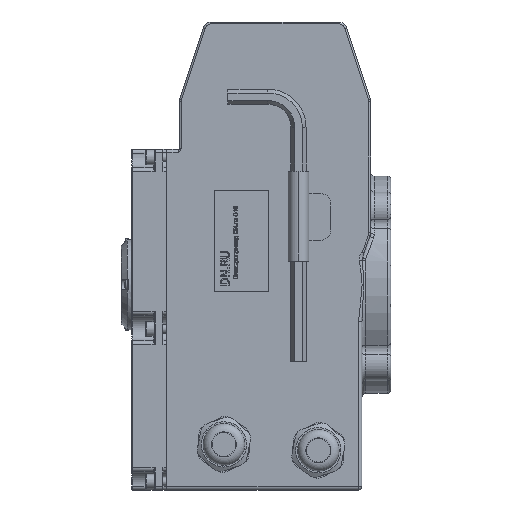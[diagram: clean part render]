
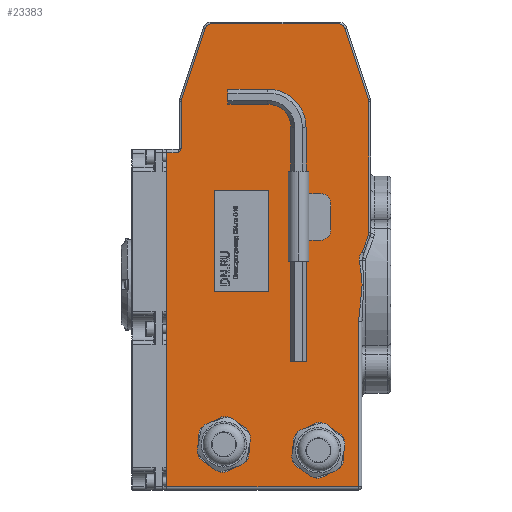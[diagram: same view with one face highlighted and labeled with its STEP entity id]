
A CAD part, left-side view. The second image highlights one B-rep face of the part: STEP entity #23383.
In plain terms, the highlighted planar face has unit normal (-1, 0, 0).
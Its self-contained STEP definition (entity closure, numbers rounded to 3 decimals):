
#204=FACE_BOUND('',#7291,.T.);
#305=PLANE('',#25074);
#1136=B_SPLINE_CURVE_WITH_KNOTS('',3,(#33058,#33059,#33060,#33061,#33062,
#33063,#33064,#33065,#33066),.UNSPECIFIED.,.F.,.F.,(4,1,1,1,1,1,4),(9.627,
10.126,10.625,11.124,11.623,12.122,
13.12),.UNSPECIFIED.);
#1139=B_SPLINE_CURVE_WITH_KNOTS('',3,(#33113,#33114,#33115,#33116,#33117),
 .UNSPECIFIED.,.F.,.F.,(4,1,4),(-0.357,-0.022,
0.229),.UNSPECIFIED.);
#1156=B_SPLINE_CURVE_WITH_KNOTS('',3,(#33851,#33852,#33853,#33854,#33855,
#33856,#33857,#33858),.UNSPECIFIED.,.F.,.F.,(4,2,1,1,4),(-0.001,
0.,0.113,0.169,0.282),.UNSPECIFIED.);
#1834=LINE('',#32956,#3692);
#1837=LINE('',#32963,#3695);
#1845=LINE('',#33145,#3703);
#1851=LINE('',#33263,#3709);
#1923=LINE('',#33865,#3781);
#1925=LINE('',#33874,#3783);
#1927=LINE('',#33898,#3785);
#1929=LINE('',#33901,#3787);
#1930=LINE('',#33906,#3788);
#2011=LINE('',#34119,#3869);
#2012=LINE('',#34122,#3870);
#2013=LINE('',#34124,#3871);
#2014=LINE('',#34126,#3872);
#2015=LINE('',#34127,#3873);
#3692=VECTOR('',#26929,10.);
#3695=VECTOR('',#26936,10.);
#3703=VECTOR('',#26976,10.);
#3709=VECTOR('',#27026,10.);
#3781=VECTOR('',#27368,10.);
#3783=VECTOR('',#27376,10.);
#3785=VECTOR('',#27402,10.);
#3787=VECTOR('',#27406,10.);
#3788=VECTOR('',#27411,10.);
#3869=VECTOR('',#27586,10.);
#3870=VECTOR('',#27587,10.);
#3871=VECTOR('',#27588,10.);
#3872=VECTOR('',#27589,10.);
#3873=VECTOR('',#27590,10.);
#5953=FACE_OUTER_BOUND('',#7290,.T.);
#7290=EDGE_LOOP('',(#15698,#15699,#15700,#15701,#15702,#15703,#15704,#15705,
#15706,#15707,#15708,#15709,#15710,#15711,#15712,#15713,#15714,#15715));
#7291=EDGE_LOOP('',(#15716,#15717,#15718,#15719));
#8741=CIRCLE('',#25015,4.);
#8745=CIRCLE('',#25020,4.);
#8751=CIRCLE('',#25030,4.);
#8753=CIRCLE('',#25033,4.);
#8755=CIRCLE('',#25036,4.);
#9567=VERTEX_POINT('',#32949);
#9569=VERTEX_POINT('',#32954);
#9570=VERTEX_POINT('',#32959);
#9583=VERTEX_POINT('',#33056);
#9585=VERTEX_POINT('',#33102);
#9590=VERTEX_POINT('',#33143);
#9608=VERTEX_POINT('',#33262);
#9728=VERTEX_POINT('',#33841);
#9729=VERTEX_POINT('',#33850);
#9730=VERTEX_POINT('',#33861);
#9732=VERTEX_POINT('',#33867);
#9735=VERTEX_POINT('',#33872);
#9737=VERTEX_POINT('',#33877);
#9738=VERTEX_POINT('',#33879);
#9741=VERTEX_POINT('',#33886);
#9742=VERTEX_POINT('',#33888);
#9744=VERTEX_POINT('',#33894);
#9747=VERTEX_POINT('',#33904);
#9833=VERTEX_POINT('',#34120);
#9834=VERTEX_POINT('',#34121);
#9835=VERTEX_POINT('',#34123);
#9836=VERTEX_POINT('',#34125);
#11755=EDGE_CURVE('',#9569,#9567,#1834,.T.);
#11759=EDGE_CURVE('',#9567,#9570,#1837,.T.);
#11776=EDGE_CURVE('',#9583,#9569,#1136,.T.);
#11779=EDGE_CURVE('',#9585,#9583,#1139,.T.);
#11786=EDGE_CURVE('',#9590,#9585,#1845,.T.);
#11811=EDGE_CURVE('',#9570,#9608,#1851,.T.);
#11982=EDGE_CURVE('',#9728,#9729,#1156,.T.);
#11986=EDGE_CURVE('',#9729,#9730,#1923,.T.);
#11990=EDGE_CURVE('',#9735,#9732,#1925,.T.);
#11992=EDGE_CURVE('',#9737,#9738,#8741,.T.);
#11996=EDGE_CURVE('',#9741,#9742,#8745,.T.);
#12001=EDGE_CURVE('',#9742,#9744,#1927,.T.);
#12003=EDGE_CURVE('',#9738,#9741,#1929,.T.);
#12005=EDGE_CURVE('',#9747,#9737,#1930,.T.);
#12008=EDGE_CURVE('',#9732,#9747,#8751,.T.);
#12010=EDGE_CURVE('',#9730,#9735,#8753,.T.);
#12012=EDGE_CURVE('',#9744,#9590,#8755,.T.);
#12114=EDGE_CURVE('',#9608,#9728,#2011,.T.);
#12115=EDGE_CURVE('',#9833,#9834,#2012,.T.);
#12116=EDGE_CURVE('',#9834,#9835,#2013,.T.);
#12117=EDGE_CURVE('',#9835,#9836,#2014,.T.);
#12118=EDGE_CURVE('',#9836,#9833,#2015,.T.);
#15698=ORIENTED_EDGE('',*,*,#11779,.F.);
#15699=ORIENTED_EDGE('',*,*,#11786,.F.);
#15700=ORIENTED_EDGE('',*,*,#12012,.F.);
#15701=ORIENTED_EDGE('',*,*,#12001,.F.);
#15702=ORIENTED_EDGE('',*,*,#11996,.F.);
#15703=ORIENTED_EDGE('',*,*,#12003,.F.);
#15704=ORIENTED_EDGE('',*,*,#11992,.F.);
#15705=ORIENTED_EDGE('',*,*,#12005,.F.);
#15706=ORIENTED_EDGE('',*,*,#12008,.F.);
#15707=ORIENTED_EDGE('',*,*,#11990,.F.);
#15708=ORIENTED_EDGE('',*,*,#12010,.F.);
#15709=ORIENTED_EDGE('',*,*,#11986,.F.);
#15710=ORIENTED_EDGE('',*,*,#11982,.F.);
#15711=ORIENTED_EDGE('',*,*,#12114,.F.);
#15712=ORIENTED_EDGE('',*,*,#11811,.F.);
#15713=ORIENTED_EDGE('',*,*,#11759,.F.);
#15714=ORIENTED_EDGE('',*,*,#11755,.F.);
#15715=ORIENTED_EDGE('',*,*,#11776,.F.);
#15716=ORIENTED_EDGE('',*,*,#12115,.T.);
#15717=ORIENTED_EDGE('',*,*,#12116,.T.);
#15718=ORIENTED_EDGE('',*,*,#12117,.T.);
#15719=ORIENTED_EDGE('',*,*,#12118,.T.);
#23383=ADVANCED_FACE('',(#5953,#204),#305,.F.);
#25015=AXIS2_PLACEMENT_3D('',#33880,#27381,#27382);
#25020=AXIS2_PLACEMENT_3D('',#33889,#27391,#27392);
#25030=AXIS2_PLACEMENT_3D('',#33910,#27417,#27418);
#25033=AXIS2_PLACEMENT_3D('',#33913,#27423,#27424);
#25036=AXIS2_PLACEMENT_3D('',#33916,#27429,#27430);
#25074=AXIS2_PLACEMENT_3D('',#34118,#27584,#27585);
#26929=DIRECTION('',(0.,0.,-1.));
#26936=DIRECTION('',(0.,1.,0.));
#26976=DIRECTION('',(0.,0.334,-0.942));
#27026=DIRECTION('',(0.,0.,1.));
#27368=DIRECTION('',(0.,0.,1.));
#27376=DIRECTION('',(0.,-0.316,0.949));
#27381=DIRECTION('center_axis',(1.,0.,0.));
#27382=DIRECTION('ref_axis',(0.,-0.585,0.811));
#27391=DIRECTION('center_axis',(1.,0.,0.));
#27392=DIRECTION('ref_axis',(0.,-0.987,0.16));
#27402=DIRECTION('',(0.,0.,-1.));
#27406=DIRECTION('',(0.,-0.316,-0.949));
#27411=DIRECTION('',(0.,-1.,0.));
#27417=DIRECTION('center_axis',(1.,0.,0.));
#27418=DIRECTION('ref_axis',(0.,0.585,0.811));
#27423=DIRECTION('center_axis',(1.,0.,0.));
#27424=DIRECTION('ref_axis',(0.,0.987,0.16));
#27429=DIRECTION('center_axis',(1.,0.,0.));
#27430=DIRECTION('ref_axis',(0.,-0.92,0.392));
#27584=DIRECTION('center_axis',(1.,0.,0.));
#27585=DIRECTION('ref_axis',(0.,0.,-1.));
#27586=DIRECTION('',(0.,-1.,0.));
#27587=DIRECTION('',(0.,1.,0.));
#27588=DIRECTION('',(0.,0.,1.));
#27589=DIRECTION('',(0.,-1.,0.));
#27590=DIRECTION('',(0.,0.,-1.));
#32949=CARTESIAN_POINT('',(0.,-48.,-131.1));
#32954=CARTESIAN_POINT('',(0.,-48.,-36.032));
#32956=CARTESIAN_POINT('',(0.,-48.,0.));
#32959=CARTESIAN_POINT('',(0.,62.3,-131.1));
#32963=CARTESIAN_POINT('',(0.,-25.,-131.1));
#33056=CARTESIAN_POINT('',(0.,-48.515,-1.293));
#33058=CARTESIAN_POINT('Ctrl Pts',(0.,-48.515,-1.293));
#33059=CARTESIAN_POINT('Ctrl Pts',(0.,-48.72,-2.945));
#33060=CARTESIAN_POINT('Ctrl Pts',(0.,-49.206,-6.246));
#33061=CARTESIAN_POINT('Ctrl Pts',(0.,-49.939,-11.183));
#33062=CARTESIAN_POINT('Ctrl Pts',(0.,-50.176,-16.183));
#33063=CARTESIAN_POINT('Ctrl Pts',(0.,-49.631,-21.152));
#33064=CARTESIAN_POINT('Ctrl Pts',(0.,-48.618,-27.735));
#33065=CARTESIAN_POINT('Ctrl Pts',(0.,-48.,-32.705));
#33066=CARTESIAN_POINT('Ctrl Pts',(0.,-48.,-36.032));
#33102=CARTESIAN_POINT('',(0.,-50.385,4.076));
#33113=CARTESIAN_POINT('Ctrl Pts',(0.,-50.385,4.076));
#33114=CARTESIAN_POINT('Ctrl Pts',(0.,-49.583,3.284));
#33115=CARTESIAN_POINT('Ctrl Pts',(0.,-48.555,1.528));
#33116=CARTESIAN_POINT('Ctrl Pts',(0.,-48.412,-0.462));
#33117=CARTESIAN_POINT('Ctrl Pts',(0.,-48.515,-1.293));
#33143=CARTESIAN_POINT('',(0.,-53.77,13.623));
#33145=CARTESIAN_POINT('',(0.,-48.765,-0.491));
#33262=CARTESIAN_POINT('',(0.,62.3,60.769));
#33263=CARTESIAN_POINT('',(0.,62.3,-120.9));
#33841=CARTESIAN_POINT('',(0.,55.5,60.769));
#33850=CARTESIAN_POINT('',(0.,54.,63.06));
#33851=CARTESIAN_POINT('Ctrl Pts',(0.,55.5,60.769));
#33852=CARTESIAN_POINT('Ctrl Pts',(0.,55.499,
60.77));
#33853=CARTESIAN_POINT('Ctrl Pts',(0.,55.497,
60.771));
#33854=CARTESIAN_POINT('Ctrl Pts',(0.,55.204,
61.01));
#33855=CARTESIAN_POINT('Ctrl Pts',(0.,54.764,
61.374));
#33856=CARTESIAN_POINT('Ctrl Pts',(0.,54.187,
62.125));
#33857=CARTESIAN_POINT('Ctrl Pts',(0.,54.,62.683));
#33858=CARTESIAN_POINT('Ctrl Pts',(0.,54.,63.06));
#33861=CARTESIAN_POINT('',(0.,54.,90.089));
#33865=CARTESIAN_POINT('',(0.,54.,7.05));
#33867=CARTESIAN_POINT('',(0.,40.191,132.165));
#33872=CARTESIAN_POINT('',(0.,53.795,91.354));
#33874=CARTESIAN_POINT('',(0.,64.936,57.929));
#33877=CARTESIAN_POINT('',(0.,-36.396,134.9));
#33879=CARTESIAN_POINT('',(0.,-40.191,132.165));
#33880=CARTESIAN_POINT('Origin',(0.,-36.396,130.9));
#33886=CARTESIAN_POINT('',(0.,-53.795,91.354));
#33888=CARTESIAN_POINT('',(0.,-54.,90.089));
#33889=CARTESIAN_POINT('Origin',(0.,-50.,90.089));
#33894=CARTESIAN_POINT('',(0.,-54.,14.96));
#33898=CARTESIAN_POINT('',(0.,-54.,37.95));
#33901=CARTESIAN_POINT('',(0.,-57.436,80.429));
#33904=CARTESIAN_POINT('',(0.,36.396,134.9));
#33906=CARTESIAN_POINT('',(0.,20.,134.9));
#33910=CARTESIAN_POINT('Origin',(0.,36.396,130.9));
#33913=CARTESIAN_POINT('Origin',(0.,50.,90.089));
#33916=CARTESIAN_POINT('Origin',(0.,-50.,14.96));
#34118=CARTESIAN_POINT('Origin',(0.,0.,0.));
#34119=CARTESIAN_POINT('',(0.,27.5,60.769));
#34120=CARTESIAN_POINT('',(0.,3.522,-18.847));
#34121=CARTESIAN_POINT('',(0.,34.889,-18.847));
#34122=CARTESIAN_POINT('',(0.,17.444,-18.847));
#34123=CARTESIAN_POINT('',(0.,34.889,39.262));
#34124=CARTESIAN_POINT('',(0.,34.889,19.631));
#34125=CARTESIAN_POINT('',(0.,3.522,39.262));
#34126=CARTESIAN_POINT('',(0.,1.761,39.262));
#34127=CARTESIAN_POINT('',(0.,3.522,-9.423));
